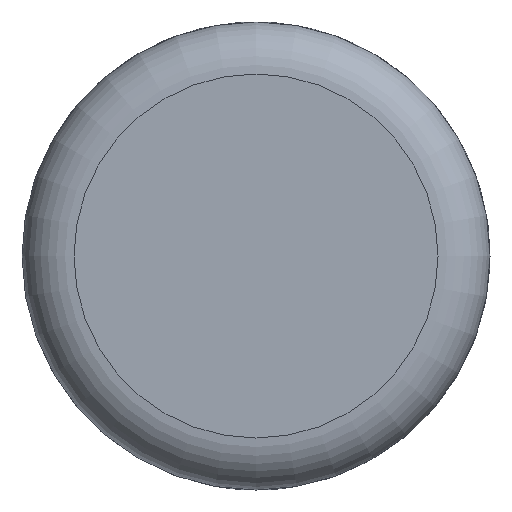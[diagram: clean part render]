
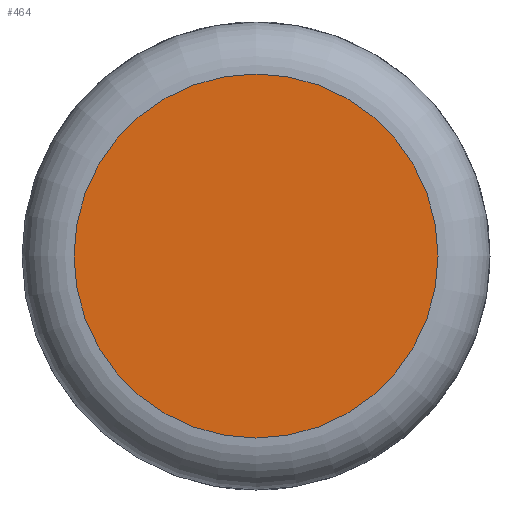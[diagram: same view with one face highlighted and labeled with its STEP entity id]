
A CAD part, front view. The second image highlights one B-rep face of the part: STEP entity #464.
In plain terms, the highlighted planar face has unit normal (0, -1, 0).
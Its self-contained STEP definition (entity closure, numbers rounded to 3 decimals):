
#38=PLANE('',#531);
#60=FACE_OUTER_BOUND('',#85,.T.);
#85=EDGE_LOOP('',(#421,#422));
#176=CIRCLE('',#528,35.);
#177=CIRCLE('',#529,35.);
#226=VERTEX_POINT('',#906);
#227=VERTEX_POINT('',#907);
#293=EDGE_CURVE('',#226,#227,#176,.T.);
#294=EDGE_CURVE('',#227,#226,#177,.T.);
#421=ORIENTED_EDGE('',*,*,#293,.T.);
#422=ORIENTED_EDGE('',*,*,#294,.T.);
#464=ADVANCED_FACE('',(#60),#38,.T.);
#528=AXIS2_PLACEMENT_3D('',#908,#653,#654);
#529=AXIS2_PLACEMENT_3D('',#909,#655,#656);
#531=AXIS2_PLACEMENT_3D('',#911,#659,#660);
#653=DIRECTION('center_axis',(0.,-1.,0.));
#654=DIRECTION('ref_axis',(1.,0.,0.));
#655=DIRECTION('center_axis',(0.,-1.,0.));
#656=DIRECTION('ref_axis',(1.,0.,0.));
#659=DIRECTION('center_axis',(0.,-1.,0.));
#660=DIRECTION('ref_axis',(0.,0.,-1.));
#906=CARTESIAN_POINT('',(35.,0.,0.));
#907=CARTESIAN_POINT('',(0.,0.,35.));
#908=CARTESIAN_POINT('Origin',(0.,0.,0.));
#909=CARTESIAN_POINT('Origin',(0.,0.,0.));
#911=CARTESIAN_POINT('Origin',(0.,0.,0.));
